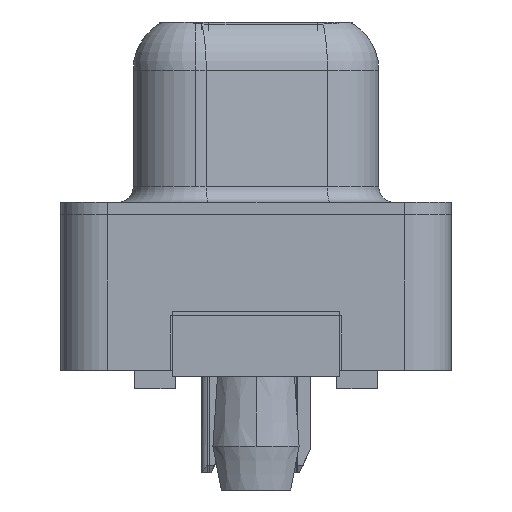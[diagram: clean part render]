
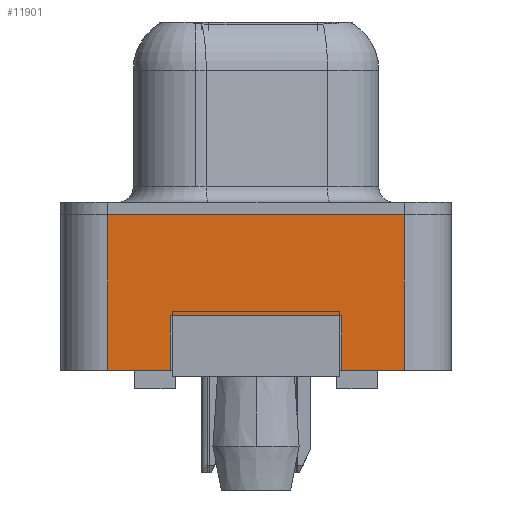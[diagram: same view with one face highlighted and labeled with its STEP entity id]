
A CAD part, left-side view. The second image highlights one B-rep face of the part: STEP entity #11901.
In plain terms, the highlighted planar face has unit normal (-1, 0, 0).
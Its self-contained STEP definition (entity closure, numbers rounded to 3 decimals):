
#117 = DIRECTION ( 'NONE',  ( 0., 0., -1. ) ) ;
#250 = DIRECTION ( 'NONE',  ( 0., 0., -1. ) ) ;
#462 = VECTOR ( 'NONE', #21651, 1000. ) ;
#505 = CARTESIAN_POINT ( 'NONE',  ( -2.91, 4.775, 0. ) ) ;
#1266 = VECTOR ( 'NONE', #10780, 1000. ) ;
#1570 = LINE ( 'NONE', #9116, #1266 ) ;
#1670 = CARTESIAN_POINT ( 'NONE',  ( -2.91, 4.775, -5. ) ) ;
#1754 = LINE ( 'NONE', #13002, #22533 ) ;
#1816 = LINE ( 'NONE', #14761, #21661 ) ;
#1894 = DIRECTION ( 'NONE',  ( 0., 0., 1. ) ) ;
#3032 = ORIENTED_EDGE ( 'NONE', *, *, #8228, .F. ) ;
#3166 = VERTEX_POINT ( 'NONE', #19054 ) ;
#3420 = VECTOR ( 'NONE', #1894, 1000. ) ;
#4726 = PLANE ( 'NONE',  #11925 ) ;
#5774 = EDGE_CURVE ( 'NONE', #20503, #3166, #1754, .T. ) ;
#6770 = LINE ( 'NONE', #16253, #462 ) ;
#7043 = CARTESIAN_POINT ( 'NONE',  ( -2.91, 4.775, -5. ) ) ;
#7632 = EDGE_CURVE ( 'NONE', #7634, #20503, #19426, .T. ) ;
#7634 = VERTEX_POINT ( 'NONE', #21224 ) ;
#7657 = ORIENTED_EDGE ( 'NONE', *, *, #20481, .F. ) ;
#7909 = VECTOR ( 'NONE', #14971, 1000. ) ;
#8228 = EDGE_CURVE ( 'NONE', #9866, #9554, #14269, .T. ) ;
#8264 = EDGE_LOOP ( 'NONE', ( #20176, #15723, #11600, #20454, #3032, #15837, #7657, #10447 ) ) ;
#8893 = VECTOR ( 'NONE', #117, 1000. ) ;
#9116 = CARTESIAN_POINT ( 'NONE',  ( -2.91, 2.75, -3.25 ) ) ;
#9229 = CARTESIAN_POINT ( 'NONE',  ( -2.91, -2.75, -3.25 ) ) ;
#9554 = VERTEX_POINT ( 'NONE', #505 ) ;
#9866 = VERTEX_POINT ( 'NONE', #7043 ) ;
#10224 = DIRECTION ( 'NONE',  ( 0., 0., 1. ) ) ;
#10447 = ORIENTED_EDGE ( 'NONE', *, *, #17805, .F. ) ;
#10780 = DIRECTION ( 'NONE',  ( 0., 1., 0. ) ) ;
#11600 = ORIENTED_EDGE ( 'NONE', *, *, #5774, .T. ) ;
#11901 = ADVANCED_FACE ( 'NONE', ( #21202 ), #4726, .T. ) ;
#11925 = AXIS2_PLACEMENT_3D ( 'NONE', #22643, #22774, #10224 ) ;
#11930 = CARTESIAN_POINT ( 'NONE',  ( -2.91, 2.75, -5. ) ) ;
#13002 = CARTESIAN_POINT ( 'NONE',  ( -2.91, -4.775, -5. ) ) ;
#13009 = EDGE_CURVE ( 'NONE', #9554, #3166, #6770, .T. ) ;
#13384 = DIRECTION ( 'NONE',  ( 0., -1., 0. ) ) ;
#13938 = VERTEX_POINT ( 'NONE', #19700 ) ;
#14269 = LINE ( 'NONE', #1670, #3420 ) ;
#14761 = CARTESIAN_POINT ( 'NONE',  ( -2.91, 2.75, -3.25 ) ) ;
#14874 = LINE ( 'NONE', #9229, #8893 ) ;
#14950 = VERTEX_POINT ( 'NONE', #22656 ) ;
#14971 = DIRECTION ( 'NONE',  ( 0., -1., 0. ) ) ;
#15123 = VERTEX_POINT ( 'NONE', #11930 ) ;
#15723 = ORIENTED_EDGE ( 'NONE', *, *, #7632, .T. ) ;
#15837 = ORIENTED_EDGE ( 'NONE', *, *, #22137, .T. ) ;
#16253 = CARTESIAN_POINT ( 'NONE',  ( -2.91, -4.775, 0. ) ) ;
#16673 = CARTESIAN_POINT ( 'NONE',  ( -2.91, -4.775, -5. ) ) ;
#17629 = VECTOR ( 'NONE', #13384, 1000. ) ;
#17805 = EDGE_CURVE ( 'NONE', #14950, #13938, #1570, .T. ) ;
#17885 = EDGE_CURVE ( 'NONE', #14950, #7634, #14874, .T. ) ;
#18494 = LINE ( 'NONE', #16673, #7909 ) ;
#19054 = CARTESIAN_POINT ( 'NONE',  ( -2.91, -4.775, 0. ) ) ;
#19426 = LINE ( 'NONE', #22797, #17629 ) ;
#19700 = CARTESIAN_POINT ( 'NONE',  ( -2.91, 2.75, -3.25 ) ) ;
#20097 = CARTESIAN_POINT ( 'NONE',  ( -2.91, -4.775, -5. ) ) ;
#20176 = ORIENTED_EDGE ( 'NONE', *, *, #17885, .T. ) ;
#20454 = ORIENTED_EDGE ( 'NONE', *, *, #13009, .F. ) ;
#20481 = EDGE_CURVE ( 'NONE', #13938, #15123, #1816, .T. ) ;
#20503 = VERTEX_POINT ( 'NONE', #20097 ) ;
#20617 = DIRECTION ( 'NONE',  ( 0., 0., 1. ) ) ;
#21202 = FACE_OUTER_BOUND ( 'NONE', #8264, .T. ) ;
#21224 = CARTESIAN_POINT ( 'NONE',  ( -2.91, -2.75, -5. ) ) ;
#21651 = DIRECTION ( 'NONE',  ( 0., -1., 0. ) ) ;
#21661 = VECTOR ( 'NONE', #250, 1000. ) ;
#22137 = EDGE_CURVE ( 'NONE', #9866, #15123, #18494, .T. ) ;
#22533 = VECTOR ( 'NONE', #20617, 1000. ) ;
#22643 = CARTESIAN_POINT ( 'NONE',  ( -2.91, -4.775, -5. ) ) ;
#22656 = CARTESIAN_POINT ( 'NONE',  ( -2.91, -2.75, -3.25 ) ) ;
#22774 = DIRECTION ( 'NONE',  ( -1., 0., 0. ) ) ;
#22797 = CARTESIAN_POINT ( 'NONE',  ( -2.91, -4.775, -5. ) ) ;
